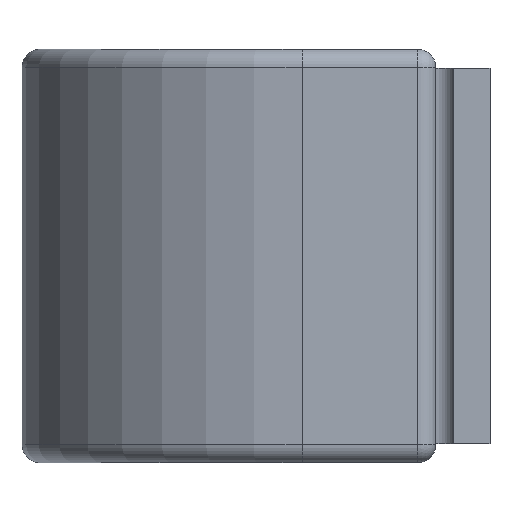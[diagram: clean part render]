
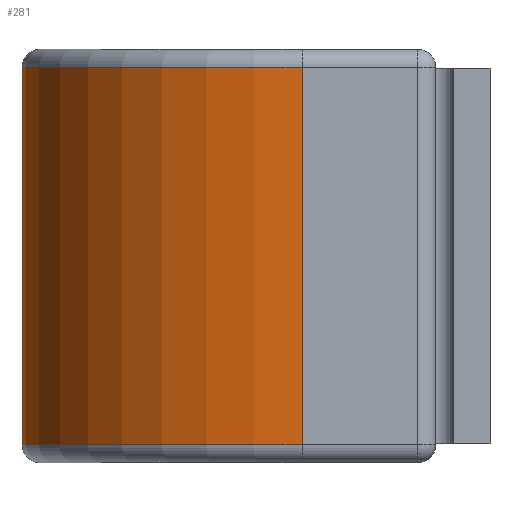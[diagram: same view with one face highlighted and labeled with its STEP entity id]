
A CAD part, left-side view. The second image highlights one B-rep face of the part: STEP entity #281.
In plain terms, the highlighted cylindrical face has radius 11.836 mm (diameter 23.673 mm), a partial arc.
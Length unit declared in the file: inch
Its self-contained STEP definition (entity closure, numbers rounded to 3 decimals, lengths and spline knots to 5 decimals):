
#34 = ORIENTED_EDGE ( 'NONE', *, *, #858, .F. ) ;
#54 = AXIS2_PLACEMENT_3D ( 'NONE', #1233, #324, #1389 ) ;
#59 = VECTOR ( 'NONE', #1544, 39.37008 ) ;
#99 = DIRECTION ( 'NONE',  ( 0., 0., 1. ) ) ;
#134 = LINE ( 'NONE', #1936, #907 ) ;
#202 = ORIENTED_EDGE ( 'NONE', *, *, #899, .T. ) ;
#239 = VERTEX_POINT ( 'NONE', #1302 ) ;
#281 = ADVANCED_FACE ( 'NONE', ( #533 ), #1502, .T. ) ;
#324 = DIRECTION ( 'NONE',  ( 0., 0., 1. ) ) ;
#395 = DIRECTION ( 'NONE',  ( 0., 0., 1. ) ) ;
#408 = EDGE_CURVE ( 'NONE', #1473, #1383, #869, .T. ) ;
#434 = CARTESIAN_POINT ( 'NONE',  ( 1.59, 0.31225, -0.31375 ) ) ;
#533 = FACE_OUTER_BOUND ( 'NONE', #575, .T. ) ;
#575 = EDGE_LOOP ( 'NONE', ( #1706, #793, #202, #34 ) ) ;
#630 = AXIS2_PLACEMENT_3D ( 'NONE', #827, #679, #1746 ) ;
#646 = CARTESIAN_POINT ( 'NONE',  ( 1.59, 0.31225, 0.31375 ) ) ;
#670 = CIRCLE ( 'NONE', #54, 0.466 ) ;
#679 = DIRECTION ( 'NONE',  ( 0., 0., 1. ) ) ;
#695 = EDGE_CURVE ( 'NONE', #1473, #1152, #134, .T. ) ;
#793 = ORIENTED_EDGE ( 'NONE', *, *, #408, .T. ) ;
#827 = CARTESIAN_POINT ( 'NONE',  ( 1.124, 0.31225, 0.3125 ) ) ;
#858 = EDGE_CURVE ( 'NONE', #1152, #239, #670, .T. ) ;
#869 = CIRCLE ( 'NONE', #1234, 0.466 ) ;
#899 = EDGE_CURVE ( 'NONE', #1383, #239, #1235, .T. ) ;
#907 = VECTOR ( 'NONE', #99, 39.37008 ) ;
#1152 = VERTEX_POINT ( 'NONE', #646 ) ;
#1233 = CARTESIAN_POINT ( 'NONE',  ( 1.124, 0.31225, 0.31375 ) ) ;
#1234 = AXIS2_PLACEMENT_3D ( 'NONE', #1310, #395, #1463 ) ;
#1235 = LINE ( 'NONE', #1551, #59 ) ;
#1302 = CARTESIAN_POINT ( 'NONE',  ( 0.658, 0.31225, 0.31375 ) ) ;
#1310 = CARTESIAN_POINT ( 'NONE',  ( 1.124, 0.31225, -0.31375 ) ) ;
#1342 = CARTESIAN_POINT ( 'NONE',  ( 0.658, 0.31225, -0.31375 ) ) ;
#1383 = VERTEX_POINT ( 'NONE', #1342 ) ;
#1389 = DIRECTION ( 'NONE',  ( 1., 0., 0. ) ) ;
#1463 = DIRECTION ( 'NONE',  ( 1., 0., 0. ) ) ;
#1473 = VERTEX_POINT ( 'NONE', #434 ) ;
#1502 = CYLINDRICAL_SURFACE ( 'NONE', #630, 0.466 ) ;
#1544 = DIRECTION ( 'NONE',  ( 0., 0., 1. ) ) ;
#1551 = CARTESIAN_POINT ( 'NONE',  ( 0.658, 0.31225, -0.31375 ) ) ;
#1706 = ORIENTED_EDGE ( 'NONE', *, *, #695, .F. ) ;
#1746 = DIRECTION ( 'NONE',  ( 1., 0., 0. ) ) ;
#1936 = CARTESIAN_POINT ( 'NONE',  ( 1.59, 0.31225, -0.31375 ) ) ;
